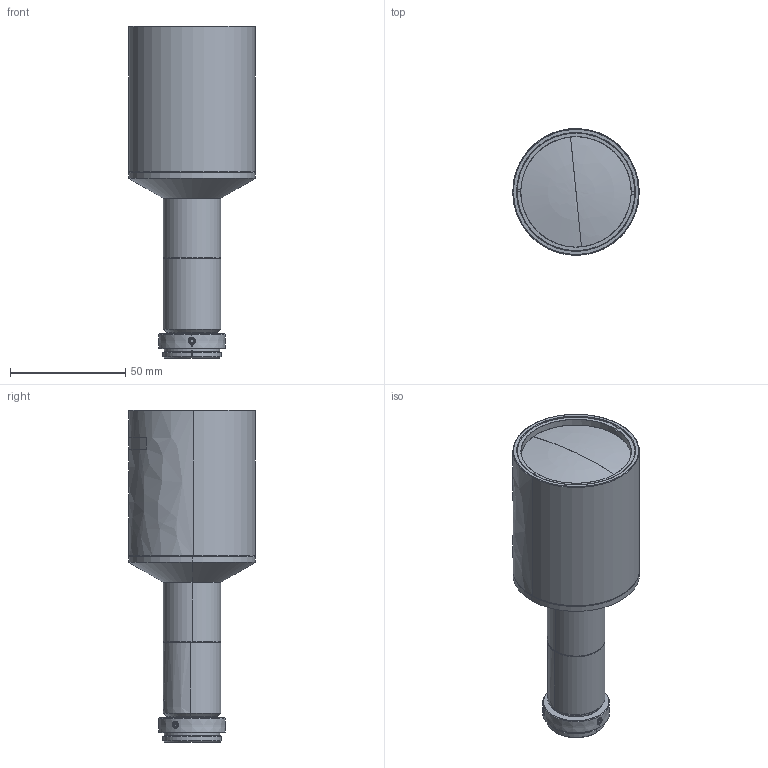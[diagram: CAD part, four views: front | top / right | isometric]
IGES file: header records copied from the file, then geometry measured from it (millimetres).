
Start section: SolidWorks IGES file using analytic representation for surfaces
Global section: file name: TEC-M03110MP_210311.IGS,1; native system: 5HSolidWorks 2019; preprocessor: SolidWorks 2019; author: m_seto; date: 210315.110552; units: millimetre
Bounding box: 55 x 55.05 x 144.3 mm (x, y, z)
Surface area: 52373.4 mm2 (no closed solid volume)
Topology: 0 solids, 0 shells, 393 faces, 6375 edges, 6371 vertices
Faces by surface type: revolution 286, bspline 107
